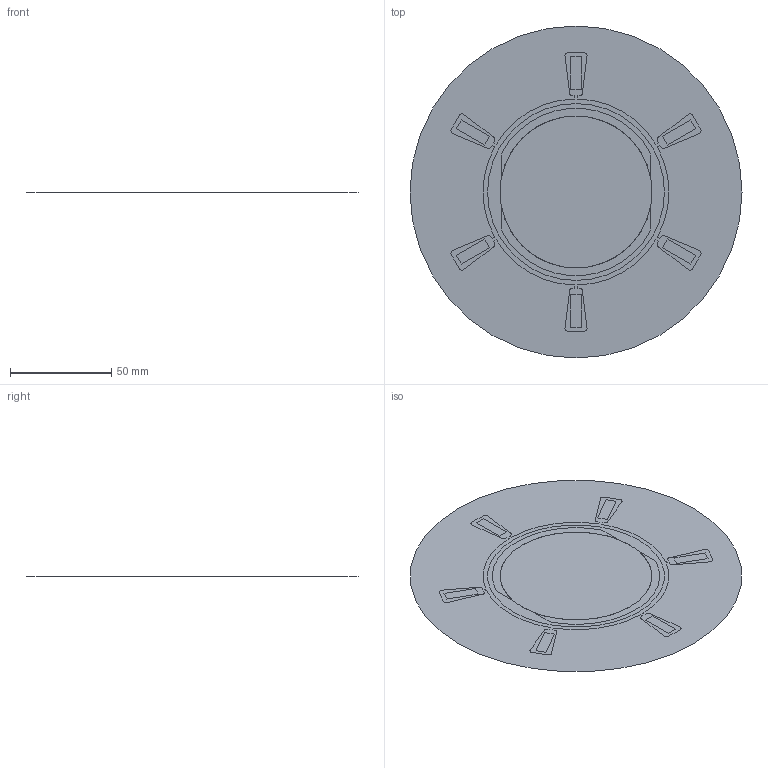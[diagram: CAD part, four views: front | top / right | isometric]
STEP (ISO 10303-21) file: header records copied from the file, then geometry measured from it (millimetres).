
FILE_DESCRIPTION(('STEP AP214'),'1');
FILE_NAME('2PPMSM_2D.stp','2024-09-12T17:58:06',(' '),('ANSOFT Corporation'),'Spatial InterOp 3D',' ',' ');
FILE_SCHEMA(('AUTOMOTIVE_DESIGN { 1 0 10303 214 1 1 1 1 }'));
Length unit declared in the file: millimetre
Products named in the file (1): Stator
Bounding box: 163.68 x 163.68 x 0 mm (x, y, z)
Surface area: 21041.1 mm2 (no closed solid volume)
Topology: 0 solids, 12 shells, 12 faces, 476 edges, 476 vertices
Faces by surface type: plane 12
Entity records: 4158 total; most frequent: CARTESIAN_POINT 977, DIRECTION 548, VERTEX_POINT 477, ORIENTED_EDGE 476, EDGE_CURVE 476, LINE 452, VECTOR 452, AXIS2_PLACEMENT_3D 48
